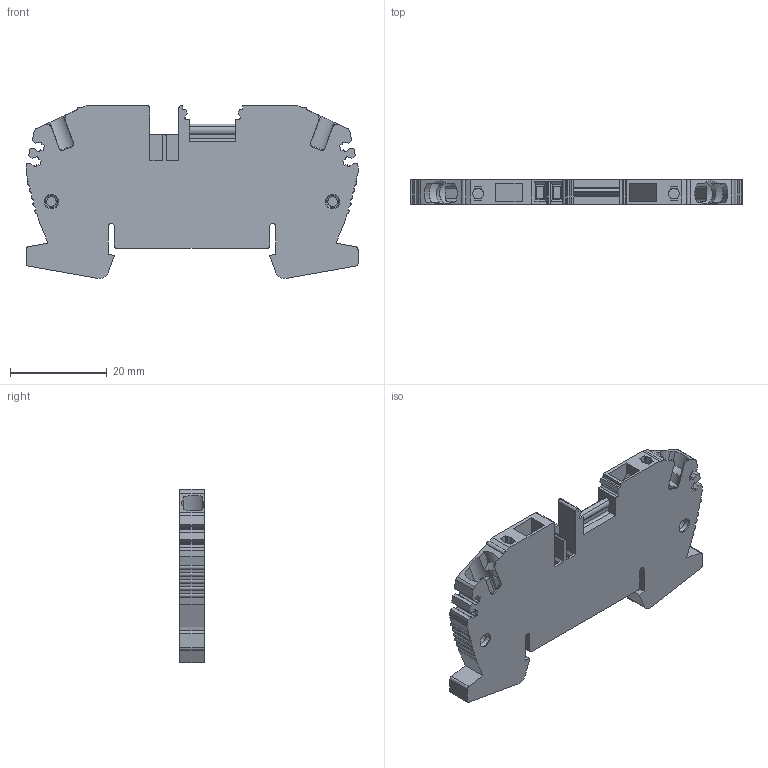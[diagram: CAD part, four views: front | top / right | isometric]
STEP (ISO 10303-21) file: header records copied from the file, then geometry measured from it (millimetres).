
FILE_DESCRIPTION(/* description */ ('Unknown'),/* implementation_level */ '2;1');
FILE_NAME(/* name */ 'BKF-2,5-NA',/* time_stamp */ '2024-10-21T16:54:40-03:00',/* author */ ('Unknown'),/* organization */ ('Unknown'),/* preprocessor_version */ 'ST-DEVELOPER v16.7',/* originating_system */ 'Solid Edge',/* authorisation */ 'Unknown');
FILE_SCHEMA (('AP242_MANAGED_MODEL_BASED_3D_ENGINEERING_MIM_LF { 1 0 10303 442 1 1 4 }','AUTOMOTIVE_DESIGN {1 0 10303 214 3 1 1}'));
Length unit declared in the file: millimetre
Products named in the file (1): BKF-2,5
Bounding box: 68.5 x 5.1 x 35.7 mm (x, y, z)
Volume: 8524 mm3; surface area: 6566.2 mm2
Topology: 1 solids, 1 shells, 289 faces, 813 edges, 534 vertices
Faces by surface type: plane 200, cylinder 79, cone 6, torus 4
Full cylindrical faces by diameter (mm): 2.2 x2, 3 x4
Entity records: 9245 total; most frequent: CARTESIAN_POINT 1743, ORIENTED_EDGE 1594, DIRECTION 1503, EDGE_CURVE 797, LINE 599, VECTOR 599, VERTEX_POINT 530, AXIS2_PLACEMENT_3D 452
